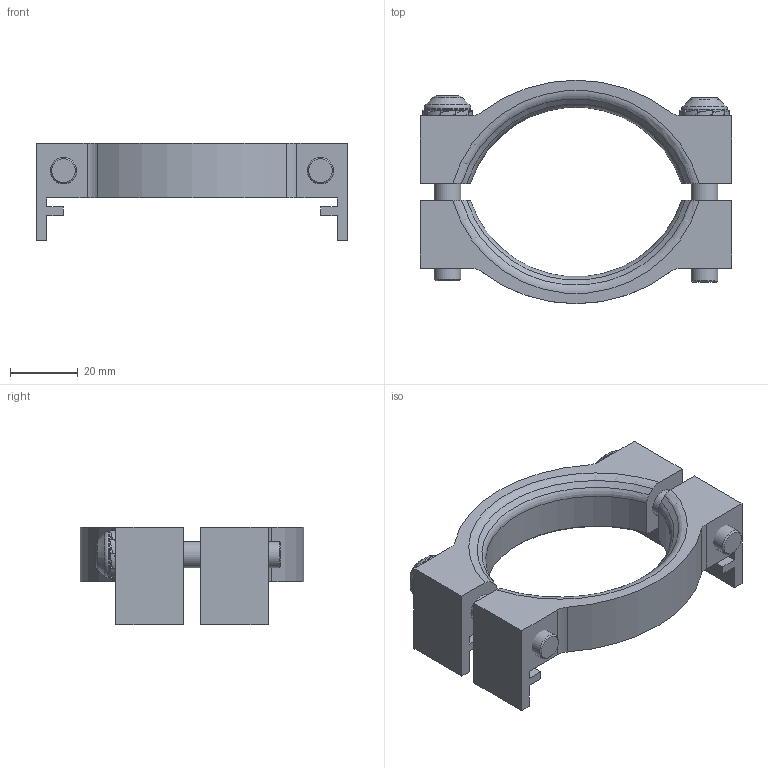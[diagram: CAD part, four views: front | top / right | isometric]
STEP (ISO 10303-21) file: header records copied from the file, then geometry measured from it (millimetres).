
FILE_DESCRIPTION(/* description */ ('Klemmmodul N° 13'),/* implementation_level */ '2;1');
FILE_NAME(/* name */ '00811334-RST.stp',/* time_stamp */ '2020-10-28T10:28:09+01:00',/* author */ ('sl'),/* organization */ (''),/* preprocessor_version */ 'ST-DEVELOPER v16.5',/* originating_system */ 'Autodesk Inventor 2017',/* authorisation */ '');
FILE_SCHEMA (('AUTOMOTIVE_DESIGN { 1 0 10303 214 3 1 1 }'));
Length unit declared in the file: millimetre
Products named in the file (5): 00811334; 00811334_1; 00811334_2; 00811334_3; 00811334_4
Assembly tree (6 placements, depth 2):
  00811334
    00811334_1
    00811334_2  x2
    00811334_3  x2
    00811334_4
Bounding box: 92 x 66 x 28.9 mm (x, y, z)
Volume: 44978.6 mm3; surface area: 21344.8 mm2
Topology: 6 solids, 6 shells, 362 faces, 946 edges, 598 vertices
Faces by surface type: plane 206, cylinder 98, bspline 40, torus 10, cone 8
Full cylindrical faces by diameter (mm): 6.7 x2, 7.82 x2, 8.44 x2, 8.46 x2, 13.7 x2
Entity records: 6870 total; most frequent: CARTESIAN_POINT 1460, DIRECTION 1140, ORIENTED_EDGE 1084, EDGE_CURVE 542, AXIS2_PLACEMENT_3D 412, VERTEX_POINT 352, LINE 316, VECTOR 316
